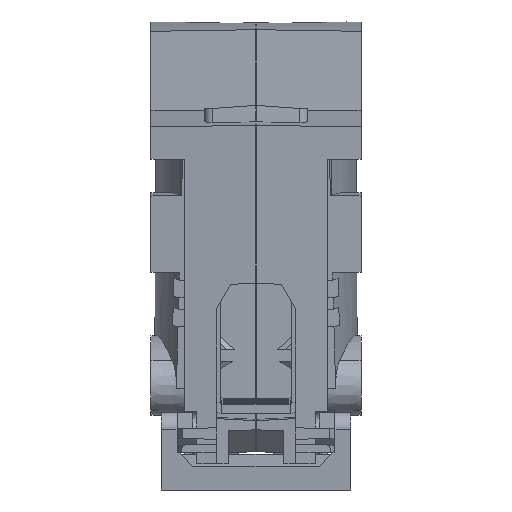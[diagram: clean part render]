
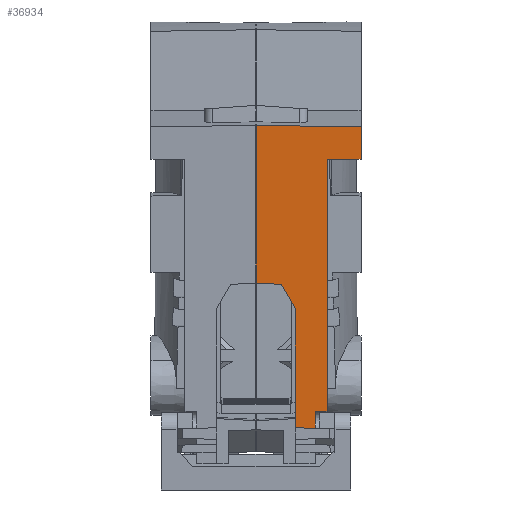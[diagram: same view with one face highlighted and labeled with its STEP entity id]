
A CAD part, front view. The second image highlights one B-rep face of the part: STEP entity #36934.
In plain terms, the highlighted face is planar.
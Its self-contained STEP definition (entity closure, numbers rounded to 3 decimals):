
#20116=DIRECTION('',(-0.087,-0.996,0.));
#20117=VECTOR('',#20116,20.046);
#20118=CARTESIAN_POINT('',(34.,41.472,0.));
#20119=LINE('',#20118,#20117);
#21149=DIRECTION('',(-0.087,-0.996,
0.));
#21150=VECTOR('',#21149,1.172);
#21151=CARTESIAN_POINT('',(30.664,4.337,-5.));
#21152=LINE('',#21151,#21150);
#21317=DIRECTION('',(-0.019,-0.017,-1.));
#21318=VECTOR('',#21317,2.501);
#21319=CARTESIAN_POINT('',(30.561,3.17,-5.));
#21320=LINE('',#21319,#21318);
#21367=DIRECTION('',(0.084,0.862,0.5));
#21368=VECTOR('',#21367,3.572);
#21369=CARTESIAN_POINT('',(31.882,18.26,
-5.));
#21370=LINE('',#21369,#21368);
#21374=DIRECTION('',(-0.019,-0.014,-1.));
#21375=VECTOR('',#21374,13.304);
#21376=CARTESIAN_POINT('',(34.,41.472,0.));
#21377=LINE('',#21376,#21375);
#21388=DIRECTION('',(-0.087,-0.996,
0.));
#21389=VECTOR('',#21388,13.976);
#21390=CARTESIAN_POINT('',(31.882,18.26,
-5.));
#21391=LINE('',#21390,#21389);
#24613=DIRECTION('',(0.087,0.996,0.));
#24614=VECTOR('',#24613,4.126);
#24615=CARTESIAN_POINT('',(33.391,37.17,-13.3));
#24616=LINE('',#24615,#24614);
#26228=DIRECTION('',(0.087,0.996,0.));
#26229=VECTOR('',#26228,31.911);
#26230=CARTESIAN_POINT('',(30.678,5.3,-9.));
#26231=LINE('',#26230,#26229);
#26819=DIRECTION('',(-0.016,0.019,-1.));
#26820=VECTOR('',#26819,4.301);
#26821=CARTESIAN_POINT('',(33.459,37.089,-9.));
#26822=LINE('',#26821,#26820);
#30353=DIRECTION('',(0.087,0.996,0.));
#30354=VECTOR('',#30353,2.156);
#30355=CARTESIAN_POINT('',(30.514,3.126,-7.5));
#30356=LINE('',#30355,#30354);
#30383=DIRECTION('',(-0.016,0.017,-1.));
#30384=VECTOR('',#30383,1.5);
#30385=CARTESIAN_POINT('',(30.702,5.274,-7.5));
#30386=LINE('',#30385,#30384);
#31726=DIRECTION('',(-0.022,-0.051,-0.998));
#31727=VECTOR('',#31726,3.219);
#31728=CARTESIAN_POINT('',(32.253,21.502,
0.));
#31729=LINE('',#31728,#31727);
#33007=CARTESIAN_POINT('',(34.,41.472,0.));
#33008=VERTEX_POINT('',#33007);
#33009=CARTESIAN_POINT('',(32.253,21.502,
0.));
#33010=VERTEX_POINT('',#33009);
#33270=CARTESIAN_POINT('',(30.664,4.337,-5.));
#33271=VERTEX_POINT('',#33270);
#33272=CARTESIAN_POINT('',(30.561,3.17,-5.));
#33273=VERTEX_POINT('',#33272);
#33316=CARTESIAN_POINT('',(30.514,3.126,-7.5));
#33317=VERTEX_POINT('',#33316);
#33335=CARTESIAN_POINT('',(31.882,18.26,
-5.));
#33336=VERTEX_POINT('',#33335);
#33337=CARTESIAN_POINT('',(32.182,21.339,
-3.214));
#33338=VERTEX_POINT('',#33337);
#33339=CARTESIAN_POINT('',(33.75,41.281,-13.3));
#33340=VERTEX_POINT('',#33339);
#33341=CARTESIAN_POINT('',(33.391,37.17,-13.3));
#33342=VERTEX_POINT('',#33341);
#33343=CARTESIAN_POINT('',(33.459,37.089,-9.));
#33344=VERTEX_POINT('',#33343);
#33345=CARTESIAN_POINT('',(30.678,5.3,-9.));
#33346=VERTEX_POINT('',#33345);
#33347=CARTESIAN_POINT('',(30.702,5.274,-7.5));
#33348=VERTEX_POINT('',#33347);
#36906=CARTESIAN_POINT('',(30.145,-2.595,0.));
#36907=DIRECTION('',(0.996,-0.087,-0.017));
#36908=DIRECTION('',(0.087,0.996,0.));
#36909=AXIS2_PLACEMENT_3D('',#36906,#36907,#36908);
#36910=PLANE('',#36909);
#36912=ORIENTED_EDGE('',*,*,#36911,.F.);
#36914=ORIENTED_EDGE('',*,*,#36913,.T.);
#36916=ORIENTED_EDGE('',*,*,#36915,.F.);
#36917=ORIENTED_EDGE('',*,*,#35684,.F.);
#36919=ORIENTED_EDGE('',*,*,#36918,.T.);
#36921=ORIENTED_EDGE('',*,*,#36920,.F.);
#36923=ORIENTED_EDGE('',*,*,#36922,.F.);
#36925=ORIENTED_EDGE('',*,*,#36924,.F.);
#36927=ORIENTED_EDGE('',*,*,#36926,.F.);
#36929=ORIENTED_EDGE('',*,*,#36928,.F.);
#36930=ORIENTED_EDGE('',*,*,#36873,.F.);
#36931=ORIENTED_EDGE('',*,*,#36643,.F.);
#36932=EDGE_LOOP('',(#36912,#36914,#36916,#36917,#36919,#36921,#36923,#36925,
#36927,#36929,#36930,#36931));
#36933=FACE_OUTER_BOUND('',#36932,.F.);
#35684=EDGE_CURVE('',#33008,#33010,#20119,.T.);
#36643=EDGE_CURVE('',#33271,#33273,#21152,.T.);
#36873=EDGE_CURVE('',#33273,#33317,#21320,.T.);
#36911=EDGE_CURVE('',#33336,#33271,#21391,.T.);
#36913=EDGE_CURVE('',#33336,#33338,#21370,.T.);
#36915=EDGE_CURVE('',#33010,#33338,#31729,.T.);
#36918=EDGE_CURVE('',#33008,#33340,#21377,.T.);
#36920=EDGE_CURVE('',#33342,#33340,#24616,.T.);
#36922=EDGE_CURVE('',#33344,#33342,#26822,.T.);
#36924=EDGE_CURVE('',#33346,#33344,#26231,.T.);
#36926=EDGE_CURVE('',#33348,#33346,#30386,.T.);
#36928=EDGE_CURVE('',#33317,#33348,#30356,.T.);
#36934=ADVANCED_FACE('',(#36933),#36910,.T.);
